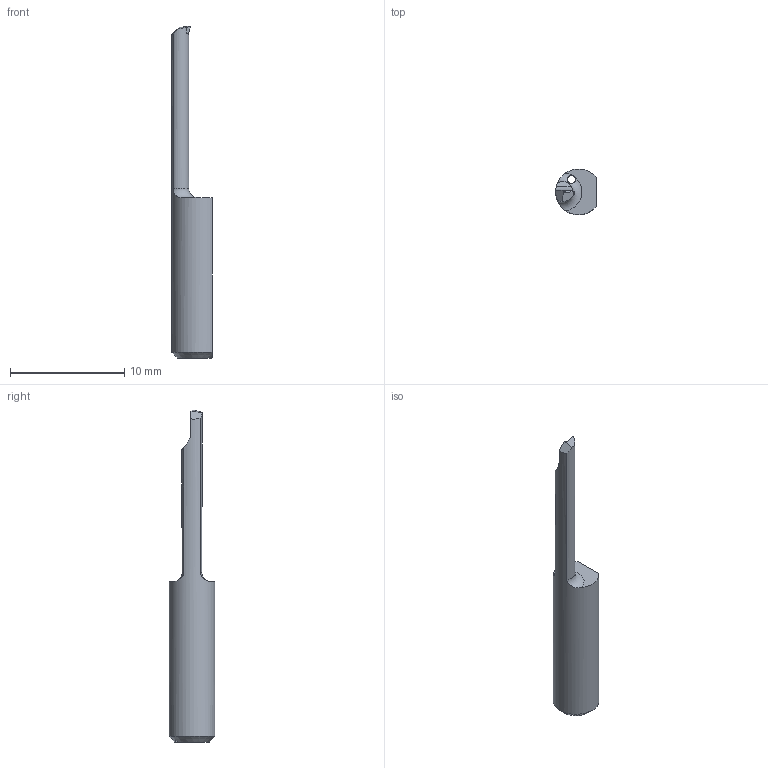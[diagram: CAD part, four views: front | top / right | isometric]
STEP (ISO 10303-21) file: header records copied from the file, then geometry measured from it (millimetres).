
FILE_DESCRIPTION (( 'STEP AP203' ), '1' );
FILE_NAME ('RP55.2-15.step', '2024-05-17T08:48:51', ( '' ), ( '' ), 'SwSTEP 2.0', 'SolidWorks 2022', '' );
FILE_SCHEMA (( 'CONFIG_CONTROL_DESIGN' ));
Length unit declared in the file: millimetre
Products named in the file (1): RP55.2-15
Bounding box: 3.55 x 4 x 29 mm (x, y, z)
Volume: 188.1 mm3; surface area: 297 mm2
Topology: 1 solids, 1 shells, 21 faces, 59 edges, 38 vertices
Faces by surface type: plane 10, cylinder 6, torus 2, bspline 2, cone 1
Full cylindrical faces by diameter (mm): 0.7 x1
Entity records: 814 total; most frequent: CARTESIAN_POINT 275, ORIENTED_EDGE 108, DIRECTION 78, EDGE_CURVE 54, VERTEX_POINT 36, AXIS2_PLACEMENT_3D 29, EDGE_LOOP 24, FACE_OUTER_BOUND 22
